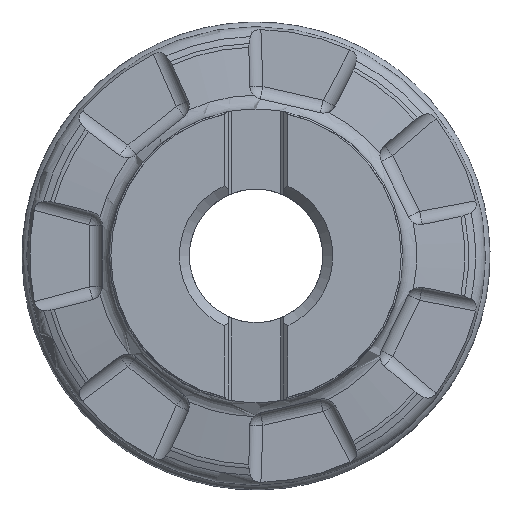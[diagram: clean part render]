
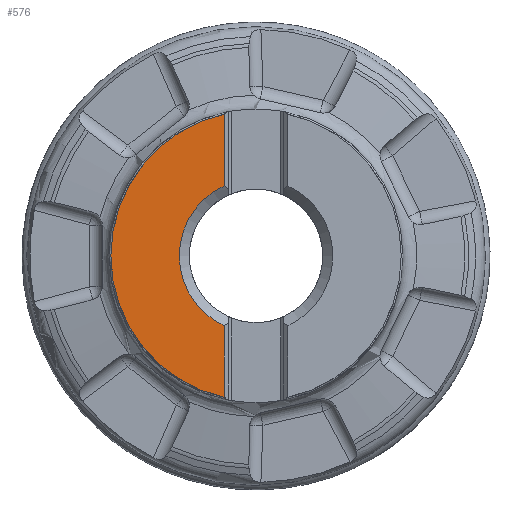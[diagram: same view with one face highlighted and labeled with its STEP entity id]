
A CAD part, top view. The second image highlights one B-rep face of the part: STEP entity #576.
In plain terms, the highlighted planar face has unit normal (0, 0, 1).
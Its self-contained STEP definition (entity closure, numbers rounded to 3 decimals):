
#194=PLANE('',#2765);
#311=FACE_OUTER_BOUND('',#1032,.T.);
#576=ADVANCED_FACE('CU_BACK_F001',(#311),#194,.F.);
#644=LINE('',#3538,#738);
#651=LINE('',#3629,#745);
#738=VECTOR('',#2863,1.);
#745=VECTOR('',#2882,1.);
#1032=EDGE_LOOP('',(#1648,#1649,#1650,#1651));
#1648=ORIENTED_EDGE('',*,*,#2271,.T.);
#1649=ORIENTED_EDGE('',*,*,#1981,.T.);
#1650=ORIENTED_EDGE('',*,*,#2268,.F.);
#1651=ORIENTED_EDGE('',*,*,#1998,.T.);
#1759=VERTEX_POINT('',#3537);
#1760=VERTEX_POINT('',#3539);
#1771=VERTEX_POINT('',#3605);
#1773=VERTEX_POINT('',#3628);
#1981=EDGE_CURVE('',#1760,#1759,#644,.T.);
#1998=EDGE_CURVE('',#1771,#1773,#651,.T.);
#2268=EDGE_CURVE('',#1771,#1759,#2394,.T.);
#2271=EDGE_CURVE('',#1773,#1760,#2397,.T.);
#2394=CIRCLE('',#2759,43.5);
#2397=CIRCLE('',#2764,23.006);
#2759=AXIS2_PLACEMENT_3D('',#4824,#3356,#3357);
#2764=AXIS2_PLACEMENT_3D('',#4829,#3366,#3367);
#2765=AXIS2_PLACEMENT_3D('',#4830,#3368,#3369);
#2863=DIRECTION('',(0.,1.,0.));
#2882=DIRECTION('',(0.,1.,0.));
#3356=DIRECTION('',(0.,0.,-1.));
#3357=DIRECTION('',(1.,0.,0.));
#3366=DIRECTION('',(0.,0.,-1.));
#3367=DIRECTION('',(1.,0.,0.));
#3368=DIRECTION('',(0.,0.,-1.));
#3369=DIRECTION('',(-1.,0.,0.));
#3537=CARTESIAN_POINT('',(-9.527,42.444,0.));
#3538=CARTESIAN_POINT('',(-9.527,0.,0.));
#3539=CARTESIAN_POINT('',(-9.528,20.941,0.));
#3605=CARTESIAN_POINT('',(-9.527,-42.444,0.));
#3628=CARTESIAN_POINT('',(-9.528,-20.941,0.));
#3629=CARTESIAN_POINT('',(-9.527,0.,0.));
#4824=CARTESIAN_POINT('',(0.,0.,0.));
#4829=CARTESIAN_POINT('',(0.,0.,0.));
#4830=CARTESIAN_POINT('',(-43.5,0.,0.));
